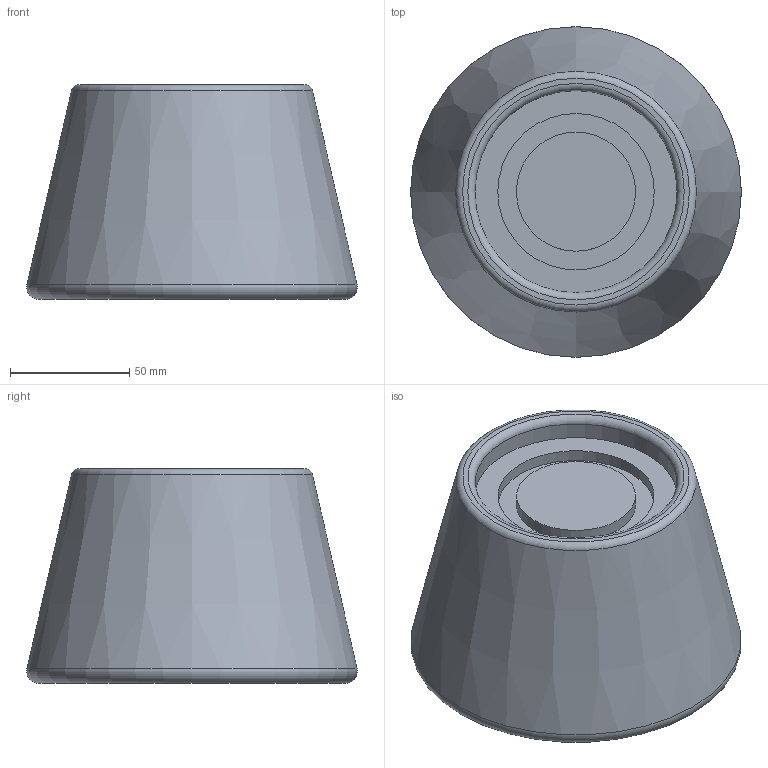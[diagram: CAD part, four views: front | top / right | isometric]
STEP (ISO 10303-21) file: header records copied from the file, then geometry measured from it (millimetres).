
FILE_DESCRIPTION(/* description */ (''),/* implementation_level */ '2;1');
FILE_NAME(/* name */ 'cone base xample v2.step',/* time_stamp */ '2019-08-07T14:59:15+07:00',/* author */ (''),/* organization */ (''),/* preprocessor_version */ 'ST-DEVELOPER v18',/* originating_system */ 'Autodesk Translation Framework v8.2.0.1029',/* authorisation */ '');
FILE_SCHEMA (('AUTOMOTIVE_DESIGN { 1 0 10303 214 3 1 1 }'));
Length unit declared in the file: millimetre
Products named in the file (1): cone base xample
Bounding box: 138.84 x 138.84 x 90 mm (x, y, z)
Volume: 849134.6 mm3; surface area: 75856.2 mm2
Topology: 1 solids, 2 shells, 15 faces, 30 edges, 22 vertices
Faces by surface type: plane 7, cylinder 4, torus 3, cone 1
Full cylindrical faces by diameter (mm): 50 x1, 65.684 x1, 72.111 x1, 84.853 x1
Entity records: 448 total; most frequent: DIRECTION 87, CARTESIAN_POINT 68, ORIENTED_EDGE 60, AXIS2_PLACEMENT_3D 41, EDGE_CURVE 30, CIRCLE 25, VERTEX_POINT 22, EDGE_LOOP 18
